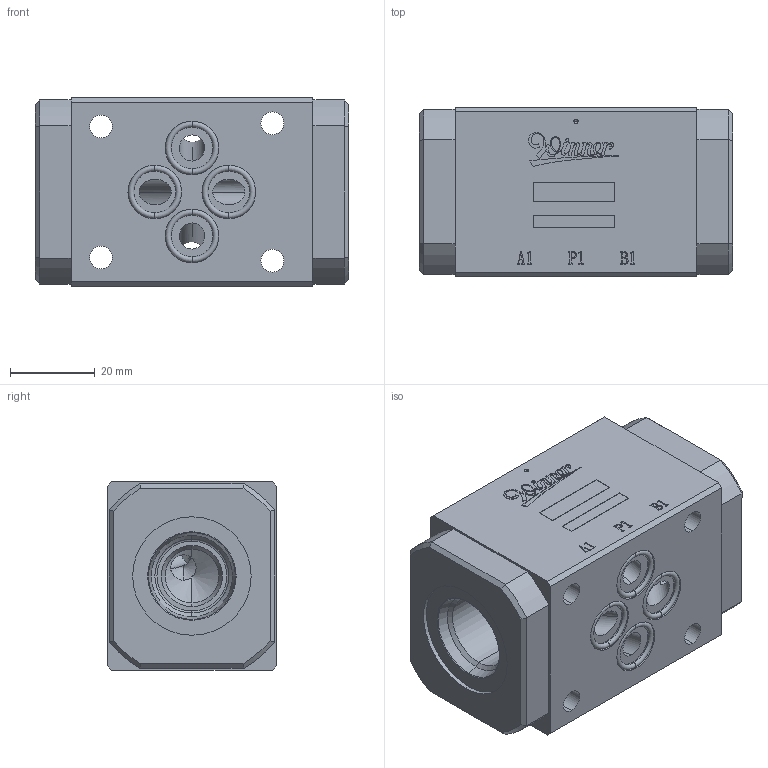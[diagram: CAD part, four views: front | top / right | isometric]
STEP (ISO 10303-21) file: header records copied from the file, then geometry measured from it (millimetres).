
FILE_DESCRIPTION (( 'STEP AP203' ), '1' );
FILE_NAME ('MH03EDW-08W2-08W2-Z02.STEP', '2025-01-10T01:10:07', ( 'user' ), ( '' ), 'SwSTEP 2.0', 'SolidWorks 2018', '' );
FILE_SCHEMA (( 'CONFIG_CONTROL_DESIGN' ));
Length unit declared in the file: millimetre
Products named in the file (3): MH03EDW-08W2-08W2-Z02; 4KAA012AA001_W3046用; 6EC03040EDWXXA002
Assembly tree (5 placements, depth 2):
  MH03EDW-08W2-08W2-Z02
    4KAA012AA001_W3046用  x4
    6EC03040EDWXXA002
Bounding box: 74 x 40.05 x 44.5 mm (x, y, z)
Volume: 106216.9 mm3; surface area: 24534.3 mm2
Topology: 5 solids, 5 shells, 507 faces, 1368 edges, 879 vertices
Faces by surface type: cylinder 215, plane 171, bspline 49, cone 48, torus 24
Entity records: 18045 total; most frequent: CARTESIAN_POINT 5341, ORIENTED_EDGE 2660, DIRECTION 2494, EDGE_CURVE 1330, AXIS2_PLACEMENT_3D 896, VERTEX_POINT 867, VECTOR 702, LINE 702
